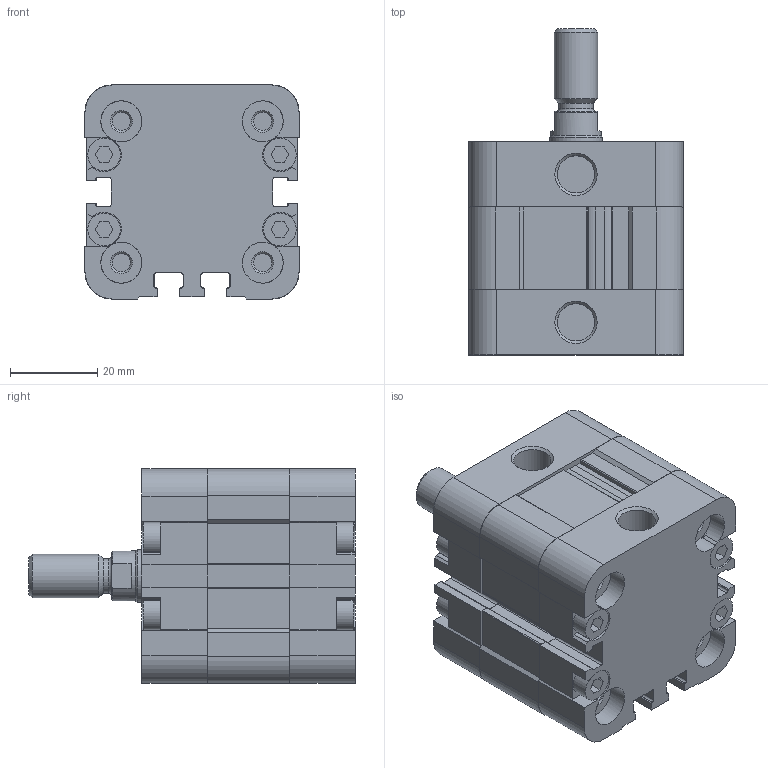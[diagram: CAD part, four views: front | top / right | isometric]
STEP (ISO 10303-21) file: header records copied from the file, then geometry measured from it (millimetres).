
FILE_DESCRIPTION(/* description */ (''),/* implementation_level */ '2;1');
FILE_NAME(/* name */ 'NSKI032.0005M.stp',/* time_stamp */ '2021-11-08T14:57:59+01:00',/* author */ ('Operator CNC'),/* organization */ (''),/* preprocessor_version */ 'ST-DEVELOPER v15.6',/* originating_system */ 'Autodesk Inventor 2015',/* authorisation */ '');
FILE_SCHEMA (('AUTOMOTIVE_DESIGN { 1 0 10303 214 3 1 1 }'));
Length unit declared in the file: millimetre
Products named in the file (6): _NSKI_32_STD_fh; _NSKI_32_5_5_STD_M_r; _NSKI_32_5_STD_ba; _NSKI_32_STD_rh; _NSKI_32_5_STD_pen; NSKI_32_5_-_STD_M_-_(-_0_0)
Assembly tree (5 placements, depth 2):
  NSKI_32_5_-_STD_M_-_(-_0_0)
    _NSKI_32_STD_fh
    _NSKI_32_5_5_STD_M_r
    _NSKI_32_5_STD_ba
    _NSKI_32_STD_rh
    _NSKI_32_5_STD_pen
Bounding box: 49.2 x 75 x 49.2 mm (x, y, z)
Volume: 100148.6 mm3; surface area: 35281.8 mm2
Topology: 5 solids, 5 shells, 471 faces, 1289 edges, 854 vertices
Faces by surface type: plane 288, cylinder 159, cone 23, torus 1
Full cylindrical faces by diameter (mm): 4.134 x8, 7.5 x8, 8 x1, 8.566 x2, 9 x4, 9.42 x4, 10 x1, 11.5 x1, 12 x2, 32 x4
Entity records: 14684 total; most frequent: CARTESIAN_POINT 2550, DIRECTION 2526, ORIENTED_EDGE 2438, EDGE_CURVE 1219, LINE 868, VECTOR 868, VERTEX_POINT 841, AXIS2_PLACEMENT_3D 829
